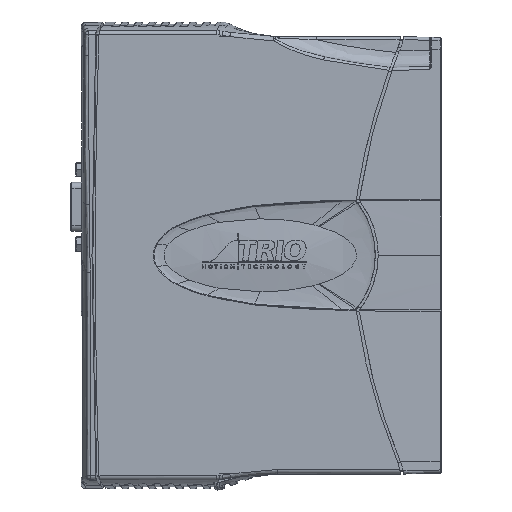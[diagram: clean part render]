
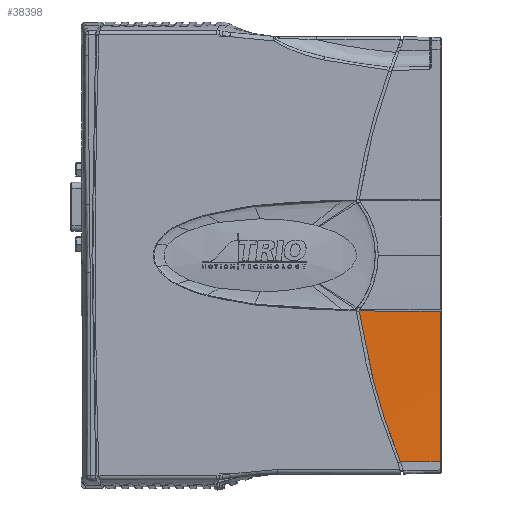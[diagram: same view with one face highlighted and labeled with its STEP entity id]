
A CAD part, top view. The second image highlights one B-rep face of the part: STEP entity #38398.
In plain terms, the highlighted free-form (B-spline) face has degree [1, 3] with [2, 9] control points.
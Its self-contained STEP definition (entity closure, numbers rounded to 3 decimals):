
#3658 = EDGE_CURVE ( 'NONE', #69677, #69737, #89940, .T. ) ;
#3665 = EDGE_CURVE ( 'NONE', #69737, #69738, #15296, .T. ) ;
#3734 = EDGE_CURVE ( 'NONE', #69738, #69675, #15302, .T. ) ;
#10853 = CARTESIAN_POINT ( 'NONE',  ( 56.407, 13.634, 68.31 ) ) ;
#10855 = CARTESIAN_POINT ( 'NONE',  ( 56.407, 64.06, 67.95 ) ) ;
#11056 = EDGE_CURVE ( 'NONE', #69675, #69677, #92198, .T. ) ;
#11144 = CARTESIAN_POINT ( 'NONE',  ( 29.235, 64.063, 68.661 ) ) ;
#11145 = CARTESIAN_POINT ( 'NONE',  ( 42.993, 13.638, 68.661 ) ) ;
#11487 = VECTOR ( 'NONE', #89942, 1000. ) ;
#15296 = B_SPLINE_CURVE_WITH_KNOTS ( 'NONE', 3,
 ( #89957, #89961, #89962, #89963, #89964, #89965 ),
 .UNSPECIFIED., .F., .F.,
 ( 4, 2, 4 ),
 ( 0., 0.026, 0.052 ),
 .UNSPECIFIED. ) ;
#15302 = B_SPLINE_CURVE_WITH_KNOTS ( 'NONE', 1,
 ( #90185, #90195 ),
 .UNSPECIFIED., .F., .F.,
 ( 2, 2 ),
 ( 0., 0.013 ),
 .UNSPECIFIED. ) ;
#38398 = ADVANCED_FACE ( 'NONE', ( #138074 ), #150998, .F. ) ;
#63279 = ORIENTED_EDGE ( 'NONE', *, *, #3665, .T. ) ;
#63434 = ORIENTED_EDGE ( 'NONE', *, *, #11056, .T. ) ;
#63539 = ORIENTED_EDGE ( 'NONE', *, *, #3734, .T. ) ;
#63583 = ORIENTED_EDGE ( 'NONE', *, *, #3658, .T. ) ;
#69675 = VERTEX_POINT ( 'NONE', #10853 ) ;
#69677 = VERTEX_POINT ( 'NONE', #10855 ) ;
#69737 = VERTEX_POINT ( 'NONE', #11144 ) ;
#69738 = VERTEX_POINT ( 'NONE', #11145 ) ;
#80717 = EDGE_LOOP ( 'NONE', ( #63539, #63434, #63583, #63279 ) ) ;
#89940 = LINE ( 'NONE', #89941, #11487 ) ;
#89941 = CARTESIAN_POINT ( 'NONE',  ( 29.235, 64.063, 68.661 ) ) ;
#89942 = DIRECTION ( 'NONE',  ( -1., 0., 0.026 ) ) ;
#89957 = CARTESIAN_POINT ( 'NONE',  ( 29.235, 64.063, 68.661 ) ) ;
#89961 = CARTESIAN_POINT ( 'NONE',  ( 30.486, 55.413, 68.661 ) ) ;
#89962 = CARTESIAN_POINT ( 'NONE',  ( 32.262, 46.871, 68.661 ) ) ;
#89963 = CARTESIAN_POINT ( 'NONE',  ( 36.862, 30.007, 68.661 ) ) ;
#89964 = CARTESIAN_POINT ( 'NONE',  ( 39.678, 21.724, 68.661 ) ) ;
#89965 = CARTESIAN_POINT ( 'NONE',  ( 42.993, 13.638, 68.661 ) ) ;
#90185 = CARTESIAN_POINT ( 'NONE',  ( 42.993, 13.638, 68.661 ) ) ;
#90195 = CARTESIAN_POINT ( 'NONE',  ( 56.407, 13.634, 68.31 ) ) ;
#92198 = B_SPLINE_CURVE_WITH_KNOTS ( 'NONE', 3,
 ( #96058, #96062, #96063, #96064 ),
 .UNSPECIFIED., .F., .F.,
 ( 4, 4 ),
 ( 0., 0.05 ),
 .UNSPECIFIED. ) ;
#96058 = CARTESIAN_POINT ( 'NONE',  ( 56.407, 13.634, 68.31 ) ) ;
#96062 = CARTESIAN_POINT ( 'NONE',  ( 56.407, 30.442, 68.13 ) ) ;
#96063 = CARTESIAN_POINT ( 'NONE',  ( 56.407, 47.251, 68.013 ) ) ;
#96064 = CARTESIAN_POINT ( 'NONE',  ( 56.407, 64.06, 67.95 ) ) ;
#138074 = FACE_OUTER_BOUND ( 'NONE', #80717, .T. ) ;
#147750 = CARTESIAN_POINT ( 'NONE',  ( 12.756, 64.064, 69.093 ) ) ;
#147751 = CARTESIAN_POINT ( 'NONE',  ( 14.005, 55.433, 69.093 ) ) ;
#147752 = CARTESIAN_POINT ( 'NONE',  ( 15.783, 46.878, 69.093 ) ) ;
#147753 = CARTESIAN_POINT ( 'NONE',  ( 20.372, 30.049, 69.093 ) ) ;
#147754 = CARTESIAN_POINT ( 'NONE',  ( 23.182, 21.776, 69.093 ) ) ;
#147755 = CARTESIAN_POINT ( 'NONE',  ( 26.488, 13.705, 69.093 ) ) ;
#147756 = CARTESIAN_POINT ( 'NONE',  ( 26.554, 13.544, 69.093 ) ) ;
#147757 = CARTESIAN_POINT ( 'NONE',  ( 26.62, 13.383, 69.093 ) ) ;
#147758 = CARTESIAN_POINT ( 'NONE',  ( 26.687, 13.221, 69.093 ) ) ;
#147759 = CARTESIAN_POINT ( 'NONE',  ( 62.192, 64.06, 67.798 ) ) ;
#147760 = CARTESIAN_POINT ( 'NONE',  ( 63.44, 55.427, 67.798 ) ) ;
#147761 = CARTESIAN_POINT ( 'NONE',  ( 65.218, 46.87, 67.798 ) ) ;
#147762 = CARTESIAN_POINT ( 'NONE',  ( 69.807, 30.039, 67.798 ) ) ;
#147763 = CARTESIAN_POINT ( 'NONE',  ( 72.618, 21.764, 67.798 ) ) ;
#147764 = CARTESIAN_POINT ( 'NONE',  ( 75.924, 13.692, 67.798 ) ) ;
#147765 = CARTESIAN_POINT ( 'NONE',  ( 75.99, 13.53, 67.798 ) ) ;
#147766 = CARTESIAN_POINT ( 'NONE',  ( 76.056, 13.369, 67.798 ) ) ;
#147767 = CARTESIAN_POINT ( 'NONE',  ( 76.122, 13.207, 67.798 ) ) ;
#150998 = B_SPLINE_SURFACE_WITH_KNOTS ( 'NONE', 1, 3, ( 
 ( #147750, #147751, #147752, #147753, #147754, #147755, #147756, #147757, #147758 ),
 ( #147759, #147760, #147761, #147762, #147763, #147764, #147765, #147766, #147767 ) ),
 .UNSPECIFIED., .F., .F., .F.,
 ( 2, 2 ),
 ( 4, 2, 3, 4 ),
 ( 0., 1. ),
 ( 3.285, 3.408, 3.53, 3.533 ),
 .UNSPECIFIED. ) ;
